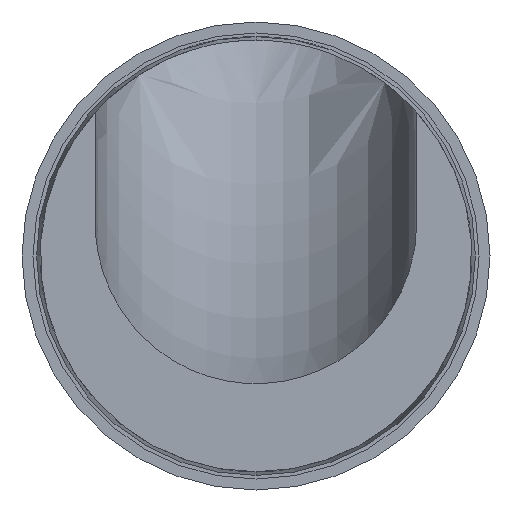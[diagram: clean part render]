
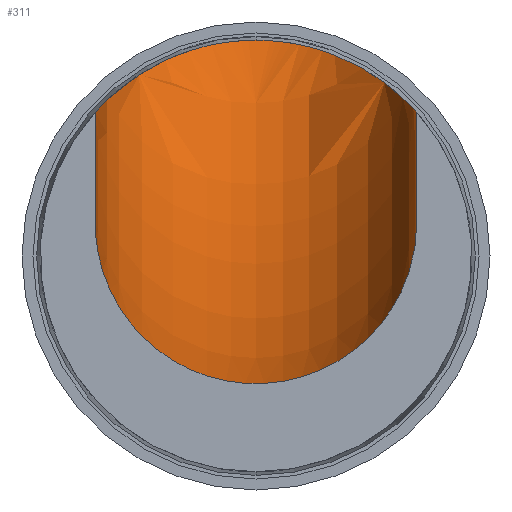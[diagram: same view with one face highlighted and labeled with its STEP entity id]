
A CAD part, front view. The second image highlights one B-rep face of the part: STEP entity #311.
In plain terms, the highlighted toroidal (fillet/blend) face has major radius 13.9 mm and minor radius 1.1 mm.
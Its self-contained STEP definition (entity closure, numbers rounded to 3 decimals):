
#14 = CARTESIAN_POINT ( 'NONE',  ( -0.889, -21.514, 1.177 ) ) ;
#99 = CARTESIAN_POINT ( 'NONE',  ( 1.1, -27., 0.088 ) ) ;
#114 = CARTESIAN_POINT ( 'NONE',  ( -1.1, -27., 0.088 ) ) ;
#144 = CARTESIAN_POINT ( 'NONE',  ( 0.586, -20.615, 1.356 ) ) ;
#147 = CARTESIAN_POINT ( 'NONE',  ( -0.962, -27., -0.324 ) ) ;
#210 = AXIS2_PLACEMENT_3D ( 'NONE', #4278, #1673, #3927 ) ;
#225 = DIRECTION ( 'NONE',  ( 0., 0., 1. ) ) ;
#252 = EDGE_CURVE ( 'Defeature ausgef�hrt2_3+Defeature ausgef�hrt2_11+Defeature ausgef�hrt2_10+Defeature ausgef�hrt2_12', #2008, #3602, #2473, .T. ) ;
#311 = ADVANCED_FACE ( 'Defeature ausgef�hrt2_11', ( #1060 ), #1946, .F. ) ;
#349 = CARTESIAN_POINT ( 'NONE',  ( 0., -20.111, 1.475 ) ) ;
#364 = CARTESIAN_POINT ( 'NONE',  ( -0.297, -20.228, 1.446 ) ) ;
#415 = CARTESIAN_POINT ( 'NONE',  ( 1.1, -23.581, 0.983 ) ) ;
#418 = CARTESIAN_POINT ( 'NONE',  ( 0.676, -27., -0.652 ) ) ;
#439 = CARTESIAN_POINT ( 'NONE',  ( -1.072, -27., -0.057 ) ) ;
#470 = CARTESIAN_POINT ( 'NONE',  ( 0.962, -27., -0.324 ) ) ;
#507 = CARTESIAN_POINT ( 'NONE',  ( -1.1, -28.25, 14.075 ) ) ;
#677 = B_SPLINE_CURVE_WITH_KNOTS ( 'NONE', 3,
 ( #1770, #99, #3093, #470, #2112, #418, #802, #1471, #3803, #2406, #3441, #754, #2419, #1445, #147, #439, #114, #2767 ),
 .UNSPECIFIED., .F., .F.,
 ( 4, 2, 2, 2, 2, 2, 2, 2, 4 ),
 ( 0.004, 0.005, 0.005, 0.006, 0.006, 0.006, 0.007, 0.007, 0.008 ),
 .UNSPECIFIED. ) ;
#754 = CARTESIAN_POINT ( 'NONE',  ( -0.553, -27., -0.734 ) ) ;
#802 = CARTESIAN_POINT ( 'NONE',  ( 0.555, -27., -0.733 ) ) ;
#805 = AXIS2_PLACEMENT_3D ( 'NONE', #507, #2177, #2185 ) ;
#840 = CARTESIAN_POINT ( 'NONE',  ( 1.1, -23.258, 0.983 ) ) ;
#936 = EDGE_CURVE ( 'Defeature ausgef�hrt2_2+Defeature ausgef�hrt2_11+Defeature ausgef�hrt2_12+Defeature ausgef�hrt2_10', #1414, #1068, #677, .T. ) ;
#954 = CARTESIAN_POINT ( 'NONE',  ( 1.1, -27., 0.231 ) ) ;
#1042 = CARTESIAN_POINT ( 'NONE',  ( -0.162, -20.14, 1.468 ) ) ;
#1043 = EDGE_CURVE ( 'Defeature ausgef�hrt2_3+Defeature ausgef�hrt2_11+Defeature ausgef�hrt2_10+Defeature ausgef�hrt2_12', #2477, #2008, #2388, .T. ) ;
#1060 = FACE_OUTER_BOUND ( 'NONE', #3964, .T. ) ;
#1064 = CARTESIAN_POINT ( 'NONE',  ( -0.984, -21.981, 1.102 ) ) ;
#1068 = VERTEX_POINT ( 'NONE', #3685 ) ;
#1148 = CARTESIAN_POINT ( 'NONE',  ( 0.163, -20.141, 1.468 ) ) ;
#1414 = VERTEX_POINT ( 'NONE', #954 ) ;
#1445 = CARTESIAN_POINT ( 'NONE',  ( -0.881, -27., -0.445 ) ) ;
#1471 = CARTESIAN_POINT ( 'NONE',  ( 0.288, -27., -0.844 ) ) ;
#1489 = CARTESIAN_POINT ( 'NONE',  ( 0.985, -21.986, 1.101 ) ) ;
#1517 = CARTESIAN_POINT ( 'NONE',  ( 0.081, -20.111, 1.475 ) ) ;
#1559 = CARTESIAN_POINT ( 'NONE',  ( 1.1, -28.25, 14.075 ) ) ;
#1673 = DIRECTION ( 'NONE',  ( -1., 0., 0. ) ) ;
#1739 = CARTESIAN_POINT ( 'NONE',  ( -0.508, -20.469, 1.389 ) ) ;
#1770 = CARTESIAN_POINT ( 'NONE',  ( 1.1, -27., 0.231 ) ) ;
#1812 = CARTESIAN_POINT ( 'NONE',  ( 0.357, -20.286, 1.432 ) ) ;
#1833 = CARTESIAN_POINT ( 'NONE',  ( 1.085, -22.938, 1. ) ) ;
#1946 = TOROIDAL_SURFACE ( 'NONE', #210, 13.9, 1.1 ) ;
#2008 = VERTEX_POINT ( 'NONE', #2789 ) ;
#2013 = CARTESIAN_POINT ( 'NONE',  ( -1.026, -22.296, 1.06 ) ) ;
#2052 = CARTESIAN_POINT ( 'NONE',  ( -0.853, -21.359, 1.205 ) ) ;
#2112 = CARTESIAN_POINT ( 'NONE',  ( 0.881, -27., -0.445 ) ) ;
#2152 = CARTESIAN_POINT ( 'NONE',  ( 1.027, -22.302, 1.059 ) ) ;
#2177 = DIRECTION ( 'NONE',  ( -1., 0., 0. ) ) ;
#2185 = DIRECTION ( 'NONE',  ( 0., 0., 1. ) ) ;
#2345 = CARTESIAN_POINT ( 'NONE',  ( -1.1, -23.259, 0.983 ) ) ;
#2363 = CARTESIAN_POINT ( 'NONE',  ( -0.081, -20.111, 1.475 ) ) ;
#2388 = B_SPLINE_CURVE_WITH_KNOTS ( 'NONE', 3,
 ( #2666, #2345, #3043, #2013, #1064, #14, #2052, #3697, #3030, #3380, #1739, #3667, #364, #1042, #2363, #349 ),
 .UNSPECIFIED., .F., .F.,
 ( 4, 2, 2, 2, 2, 2, 2, 4 ),
 ( 0.003, 0.004, 0.005, 0.005, 0.006, 0.006, 0.006, 0.007 ),
 .UNSPECIFIED. ) ;
#2406 = CARTESIAN_POINT ( 'NONE',  ( -0.143, -27., -0.873 ) ) ;
#2419 = CARTESIAN_POINT ( 'NONE',  ( -0.677, -27., -0.651 ) ) ;
#2461 = CARTESIAN_POINT ( 'NONE',  ( 0.777, -21.051, 1.262 ) ) ;
#2473 = B_SPLINE_CURVE_WITH_KNOTS ( 'NONE', 3,
 ( #3505, #1517, #1148, #3473, #1812, #2489, #144, #2461, #3486, #1489, #2152, #1833, #840, #4127 ),
 .UNSPECIFIED., .F., .F.,
 ( 4, 2, 2, 2, 2, 2, 4 ),
 ( 0.007, 0.007, 0.007, 0.008, 0.009, 0.01, 0.011 ),
 .UNSPECIFIED. ) ;
#2477 = VERTEX_POINT ( 'NONE', #2671 ) ;
#2489 = CARTESIAN_POINT ( 'NONE',  ( 0.51, -20.472, 1.388 ) ) ;
#2666 = CARTESIAN_POINT ( 'NONE',  ( -1.1, -23.581, 0.983 ) ) ;
#2671 = CARTESIAN_POINT ( 'NONE',  ( -1.1, -23.581, 0.983 ) ) ;
#2727 = ORIENTED_EDGE ( 'NONE', *, *, #936, .F. ) ;
#2767 = CARTESIAN_POINT ( 'NONE',  ( -1.1, -27., 0.231 ) ) ;
#2789 = CARTESIAN_POINT ( 'NONE',  ( 0., -20.111, 1.475 ) ) ;
#2887 = EDGE_CURVE ( 'Defeature ausgef�hrt2_12+Defeature ausgef�hrt2_11+Defeature ausgef�hrt2_3+Defeature ausgef�hrt2_2', #3602, #1414, #3388, .T. ) ;
#2889 = DIRECTION ( 'NONE',  ( -1., 0., 0. ) ) ;
#3030 = CARTESIAN_POINT ( 'NONE',  ( -0.712, -20.902, 1.294 ) ) ;
#3043 = CARTESIAN_POINT ( 'NONE',  ( -1.085, -22.935, 1. ) ) ;
#3093 = CARTESIAN_POINT ( 'NONE',  ( 1.072, -27., -0.057 ) ) ;
#3332 = CIRCLE ( 'NONE', #805, 13.9 ) ;
#3354 = ORIENTED_EDGE ( 'NONE', *, *, #3730, .T. ) ;
#3380 = CARTESIAN_POINT ( 'NONE',  ( -0.584, -20.611, 1.356 ) ) ;
#3388 = CIRCLE ( 'NONE', #3868, 13.9 ) ;
#3441 = CARTESIAN_POINT ( 'NONE',  ( -0.288, -27., -0.844 ) ) ;
#3473 = CARTESIAN_POINT ( 'NONE',  ( 0.299, -20.229, 1.446 ) ) ;
#3486 = CARTESIAN_POINT ( 'NONE',  ( 0.858, -21.359, 1.202 ) ) ;
#3505 = CARTESIAN_POINT ( 'NONE',  ( 0., -20.111, 1.475 ) ) ;
#3602 = VERTEX_POINT ( 'NONE', #415 ) ;
#3644 = ORIENTED_EDGE ( 'NONE', *, *, #1043, .F. ) ;
#3667 = CARTESIAN_POINT ( 'NONE',  ( -0.355, -20.284, 1.433 ) ) ;
#3685 = CARTESIAN_POINT ( 'NONE',  ( -1.1, -27., 0.231 ) ) ;
#3697 = CARTESIAN_POINT ( 'NONE',  ( -0.764, -21.053, 1.263 ) ) ;
#3730 = EDGE_CURVE ( 'Defeature ausgef�hrt2_11+Defeature ausgef�hrt2_10+Defeature ausgef�hrt2_3+Defeature ausgef�hrt2_2', #2477, #1068, #3332, .T. ) ;
#3763 = ORIENTED_EDGE ( 'NONE', *, *, #252, .F. ) ;
#3803 = CARTESIAN_POINT ( 'NONE',  ( 0.144, -27., -0.873 ) ) ;
#3868 = AXIS2_PLACEMENT_3D ( 'NONE', #1559, #2889, #225 ) ;
#3927 = DIRECTION ( 'NONE',  ( 0., 0., 1. ) ) ;
#3964 = EDGE_LOOP ( 'NONE', ( #4109, #3763, #3644, #3354, #2727 ) ) ;
#4109 = ORIENTED_EDGE ( 'NONE', *, *, #2887, .F. ) ;
#4127 = CARTESIAN_POINT ( 'NONE',  ( 1.1, -23.581, 0.983 ) ) ;
#4278 = CARTESIAN_POINT ( 'NONE',  ( 0., -28.25, 14.075 ) ) ;
